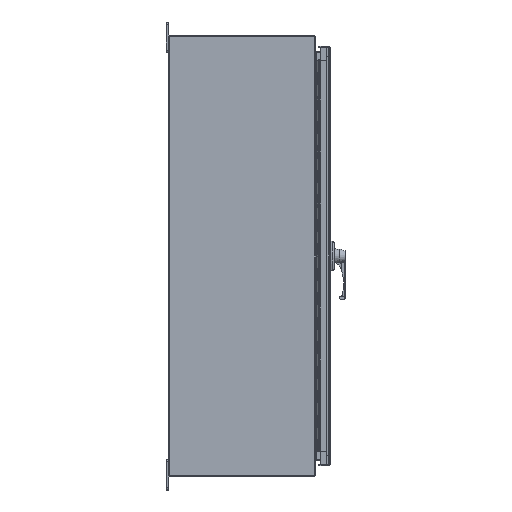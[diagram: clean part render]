
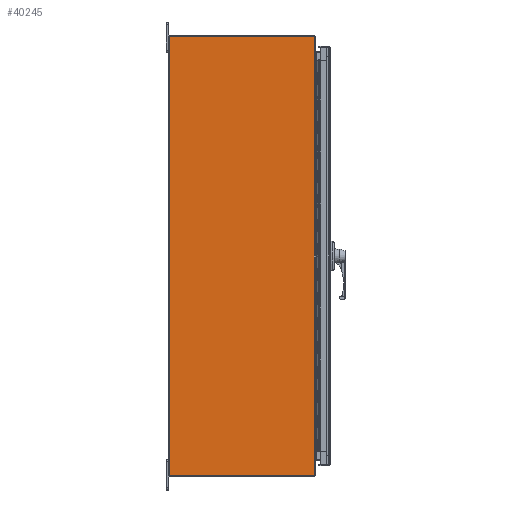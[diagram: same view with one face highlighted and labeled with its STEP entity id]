
A CAD part, left-side view. The second image highlights one B-rep face of the part: STEP entity #40245.
In plain terms, the highlighted planar face has unit normal (-1, 0, 0).
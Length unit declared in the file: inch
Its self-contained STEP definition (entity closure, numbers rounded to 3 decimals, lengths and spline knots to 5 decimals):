
#514 = CARTESIAN_POINT ( 'NONE',  ( -30., -11.856, 17.928 ) ) ;
#578 = DIRECTION ( 'NONE',  ( 0., 0., 1. ) ) ;
#687 = DIRECTION ( 'NONE',  ( 1., 0., 0. ) ) ;
#817 = CARTESIAN_POINT ( 'NONE',  ( -30., -11.856, 17.928 ) ) ;
#958 = CARTESIAN_POINT ( 'NONE',  ( -30., -11.82, 16.625 ) ) ;
#1134 = CARTESIAN_POINT ( 'NONE',  ( -30., -11.856, -16.655 ) ) ;
#1524 = ORIENTED_EDGE ( 'NONE', *, *, #24572, .F. ) ;
#3052 = VECTOR ( 'NONE', #53520, 39.37008 ) ;
#3151 = LINE ( 'NONE', #10102, #24212 ) ;
#3584 = FACE_OUTER_BOUND ( 'NONE', #4409, .T. ) ;
#4409 = EDGE_LOOP ( 'NONE', ( #39183, #27253, #10195, #1524, #42747, #23081, #24942, #26832, #11229, #40779 ) ) ;
#5573 = VECTOR ( 'NONE', #20840, 39.37008 ) ;
#5691 = VERTEX_POINT ( 'NONE', #19888 ) ;
#7892 = EDGE_CURVE ( 'NONE', #5691, #55039, #49525, .T. ) ;
#9171 = LINE ( 'NONE', #30945, #53269 ) ;
#10102 = CARTESIAN_POINT ( 'NONE',  ( -30., -11.82, 17.928 ) ) ;
#10195 = ORIENTED_EDGE ( 'NONE', *, *, #45725, .F. ) ;
#10217 = LINE ( 'NONE', #27981, #53061 ) ;
#11229 = ORIENTED_EDGE ( 'NONE', *, *, #37534, .F. ) ;
#13407 = DIRECTION ( 'NONE',  ( 0., -1., 0. ) ) ;
#13699 = VERTEX_POINT ( 'NONE', #958 ) ;
#13703 = LINE ( 'NONE', #31194, #50032 ) ;
#15609 = VERTEX_POINT ( 'NONE', #51094 ) ;
#16232 = LINE ( 'NONE', #51507, #5573 ) ;
#17736 = DIRECTION ( 'NONE',  ( 0., 1., 0. ) ) ;
#18583 = LINE ( 'NONE', #817, #40044 ) ;
#18764 = VECTOR ( 'NONE', #13407, 39.37008 ) ;
#19309 = DIRECTION ( 'NONE',  ( 0., 0., 1. ) ) ;
#19888 = CARTESIAN_POINT ( 'NONE',  ( -30., -11.856, -17.928 ) ) ;
#20840 = DIRECTION ( 'NONE',  ( 0., -1., 0. ) ) ;
#20844 = CARTESIAN_POINT ( 'NONE',  ( -30., -11.82, 16.655 ) ) ;
#22588 = DIRECTION ( 'NONE',  ( 0., 1., 0. ) ) ;
#22766 = EDGE_CURVE ( 'NONE', #29109, #39887, #18583, .T. ) ;
#23075 = CARTESIAN_POINT ( 'NONE',  ( -30., 0., -17.928 ) ) ;
#23081 = ORIENTED_EDGE ( 'NONE', *, *, #28461, .F. ) ;
#23701 = CARTESIAN_POINT ( 'NONE',  ( -30., -11.82, -16.625 ) ) ;
#24212 = VECTOR ( 'NONE', #27579, 39.37008 ) ;
#24572 = EDGE_CURVE ( 'NONE', #55039, #26895, #10217, .T. ) ;
#24942 = ORIENTED_EDGE ( 'NONE', *, *, #33644, .T. ) ;
#26650 = CARTESIAN_POINT ( 'NONE',  ( -30., 0., 17.928 ) ) ;
#26832 = ORIENTED_EDGE ( 'NONE', *, *, #52842, .T. ) ;
#26887 = EDGE_CURVE ( 'NONE', #13699, #51138, #9171, .T. ) ;
#26895 = VERTEX_POINT ( 'NONE', #26650 ) ;
#27253 = ORIENTED_EDGE ( 'NONE', *, *, #22766, .F. ) ;
#27579 = DIRECTION ( 'NONE',  ( 0., 0., -1. ) ) ;
#27981 = CARTESIAN_POINT ( 'NONE',  ( -30., 0., 17.928 ) ) ;
#28461 = EDGE_CURVE ( 'NONE', #51908, #5691, #36049, .T. ) ;
#28765 = CARTESIAN_POINT ( 'NONE',  ( -30., -11.82, -16.625 ) ) ;
#29109 = VERTEX_POINT ( 'NONE', #39355 ) ;
#30945 = CARTESIAN_POINT ( 'NONE',  ( -30., -11.82, -16.625 ) ) ;
#31185 = DIRECTION ( 'NONE',  ( 0., 0., -1. ) ) ;
#31194 = CARTESIAN_POINT ( 'NONE',  ( -30., -11.82, -16.655 ) ) ;
#31711 = DIRECTION ( 'NONE',  ( 0., 0., 1. ) ) ;
#32843 = VECTOR ( 'NONE', #19309, 39.37008 ) ;
#33644 = EDGE_CURVE ( 'NONE', #51908, #15609, #13703, .T. ) ;
#35378 = DIRECTION ( 'NONE',  ( 0., -1., 0. ) ) ;
#35486 = CARTESIAN_POINT ( 'NONE',  ( -30., -11.856, -17.928 ) ) ;
#36049 = LINE ( 'NONE', #514, #3052 ) ;
#37534 = EDGE_CURVE ( 'NONE', #13699, #37925, #3151, .T. ) ;
#37925 = VERTEX_POINT ( 'NONE', #23701 ) ;
#38508 = EDGE_CURVE ( 'NONE', #51138, #39887, #53542, .T. ) ;
#38545 = PLANE ( 'NONE',  #44546 ) ;
#39183 = ORIENTED_EDGE ( 'NONE', *, *, #38508, .T. ) ;
#39355 = CARTESIAN_POINT ( 'NONE',  ( -30., -11.856, 17.928 ) ) ;
#39887 = VERTEX_POINT ( 'NONE', #55824 ) ;
#40044 = VECTOR ( 'NONE', #31185, 39.37008 ) ;
#40245 = ADVANCED_FACE ( 'NONE', ( #3584 ), #38545, .F. ) ;
#40779 = ORIENTED_EDGE ( 'NONE', *, *, #26887, .T. ) ;
#40920 = CARTESIAN_POINT ( 'NONE',  ( -30., -11.82, 16.655 ) ) ;
#42747 = ORIENTED_EDGE ( 'NONE', *, *, #7892, .F. ) ;
#44164 = VECTOR ( 'NONE', #22588, 39.37008 ) ;
#44546 = AXIS2_PLACEMENT_3D ( 'NONE', #56038, #687, #35378 ) ;
#45725 = EDGE_CURVE ( 'NONE', #26895, #29109, #16232, .T. ) ;
#49525 = LINE ( 'NONE', #35486, #44164 ) ;
#50032 = VECTOR ( 'NONE', #17736, 39.37008 ) ;
#51094 = CARTESIAN_POINT ( 'NONE',  ( -30., -11.82, -16.655 ) ) ;
#51138 = VERTEX_POINT ( 'NONE', #20844 ) ;
#51507 = CARTESIAN_POINT ( 'NONE',  ( -30., -11.856, 17.928 ) ) ;
#51908 = VERTEX_POINT ( 'NONE', #1134 ) ;
#52842 = EDGE_CURVE ( 'NONE', #15609, #37925, #54284, .T. ) ;
#53061 = VECTOR ( 'NONE', #31711, 39.37008 ) ;
#53269 = VECTOR ( 'NONE', #578, 39.37008 ) ;
#53520 = DIRECTION ( 'NONE',  ( 0., 0., -1. ) ) ;
#53542 = LINE ( 'NONE', #40920, #18764 ) ;
#54284 = LINE ( 'NONE', #28765, #32843 ) ;
#55039 = VERTEX_POINT ( 'NONE', #23075 ) ;
#55824 = CARTESIAN_POINT ( 'NONE',  ( -30., -11.856, 16.655 ) ) ;
#56038 = CARTESIAN_POINT ( 'NONE',  ( -30., -11.856, 17.928 ) ) ;
